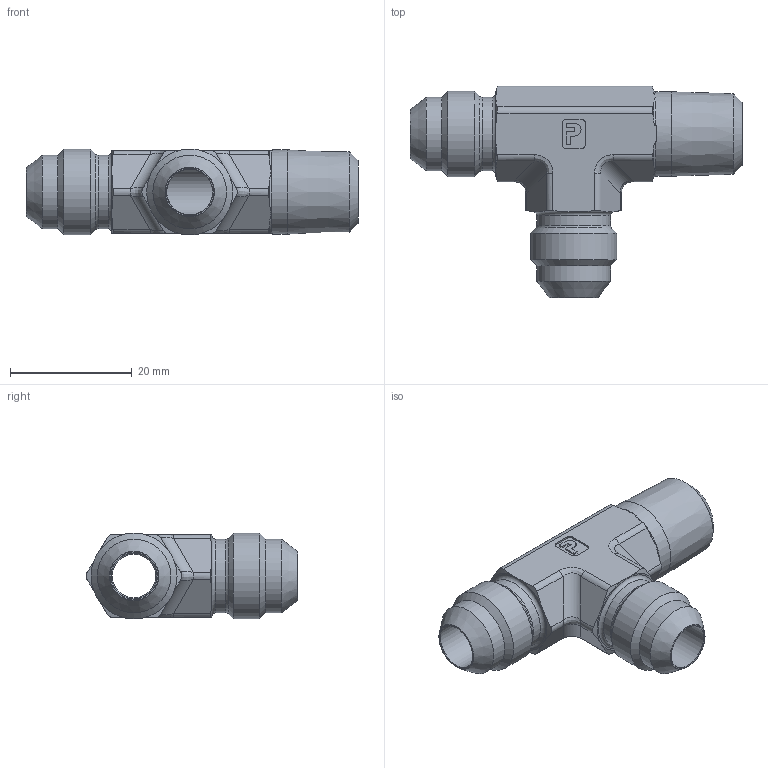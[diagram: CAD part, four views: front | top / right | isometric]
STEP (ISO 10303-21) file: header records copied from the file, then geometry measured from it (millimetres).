
FILE_DESCRIPTION(/* description */ (''),/* implementation_level */ '2;1');
FILE_NAME(/* name */ '6 RTX.stp',/* time_stamp */ '2017-05-22T13:01:38-04:00',/* author */ ('530011'),/* organization */ (''),/* preprocessor_version */ 'ST-DEVELOPER v16.1',/* originating_system */ 'Autodesk Inventor 2016',/* authorisation */ '');
FILE_SCHEMA (('AUTOMOTIVE_DESIGN { 1 0 10303 214 3 1 1 }'));
Length unit declared in the file: inch
Products named in the file (1): 6 RTX
Bounding box: 54.61 x 34.77 x 14.14 mm (x, y, z)
Volume: 7556.2 mm3; surface area: 5149.9 mm2
Topology: 1 solids, 1 shells, 118 faces, 296 edges, 183 vertices
Faces by surface type: plane 38, cylinder 34, cone 30, torus 10, bspline 6
Full cylindrical faces by diameter (mm): 7.137 x1, 7.544 x2, 12.116 x4, 13.871 x1, 14.141 x2
Entity records: 3644 total; most frequent: CARTESIAN_POINT 1049, ORIENTED_EDGE 522, DIRECTION 518, EDGE_CURVE 261, AXIS2_PLACEMENT_3D 208, VERTEX_POINT 177, EDGE_LOOP 154, FACE_OUTER_BOUND 118
